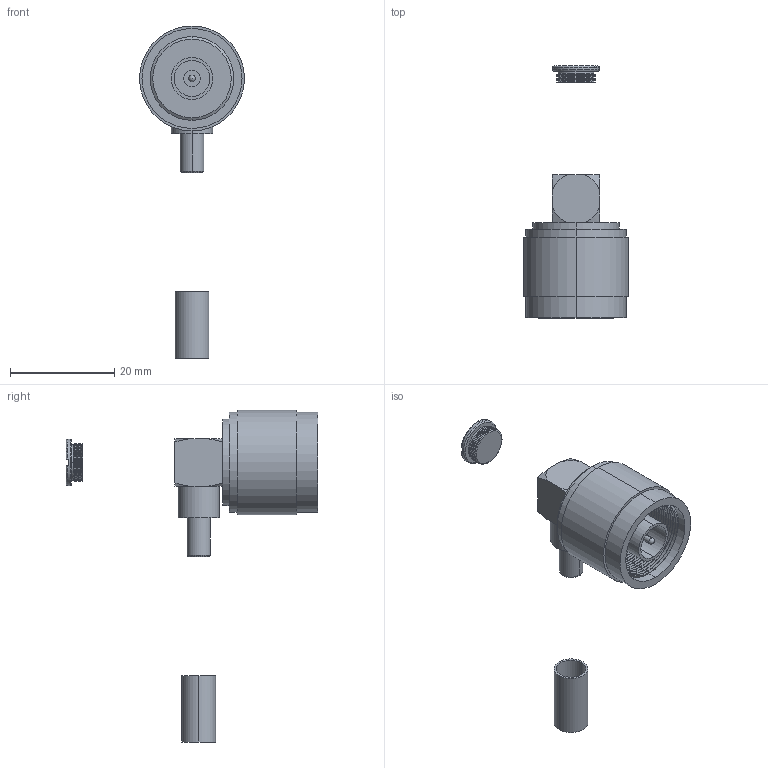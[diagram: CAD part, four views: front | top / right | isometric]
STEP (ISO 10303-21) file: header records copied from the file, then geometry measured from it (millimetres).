
FILE_DESCRIPTION (( 'STEP AP203' ), '1' );
FILE_NAME ('ANM-1716.STEP', '2010-04-08T12:55:21', ( 'x' ), ( 'Microsoft' ), 'SwSTEP 2.0', 'SolidWorks 2010', '' );
FILE_SCHEMA (( 'CONFIG_CONTROL_DESIGN' ));
Length unit declared in the file: inch
Products named in the file (4): ANM-1716-MA1; ANM-1716; ANM-1716-MA2
Assembly tree (3 placements, depth 2):
  ANM-1716
    ANM-1716-MA2
    ANM-1716
    ANM-1716-MA1
Bounding box: 20.12 x 48.3 x 63.65 mm (x, y, z)
Volume: 4477.4 mm3; surface area: 4851.2 mm2
Topology: 3 solids, 3 shells, 176 faces, 370 edges, 212 vertices
Faces by surface type: cone 94, cylinder 50, plane 27, torus 4, sphere 1
Entity records: 5133 total; most frequent: DIRECTION 897, CARTESIAN_POINT 879, ORIENTED_EDGE 734, AXIS2_PLACEMENT_3D 370, EDGE_CURVE 367, VERTEX_POINT 210, EDGE_LOOP 193, CIRCLE 188
